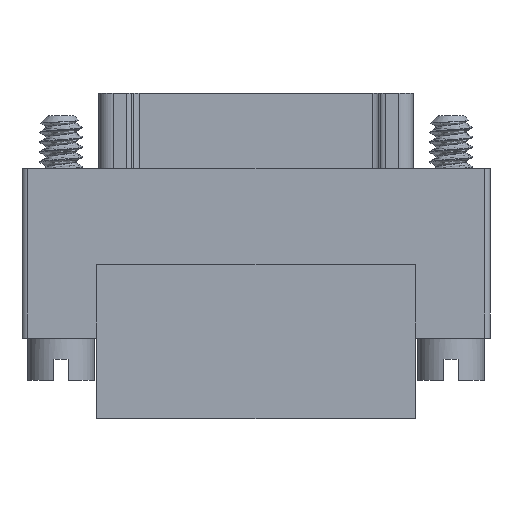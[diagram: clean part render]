
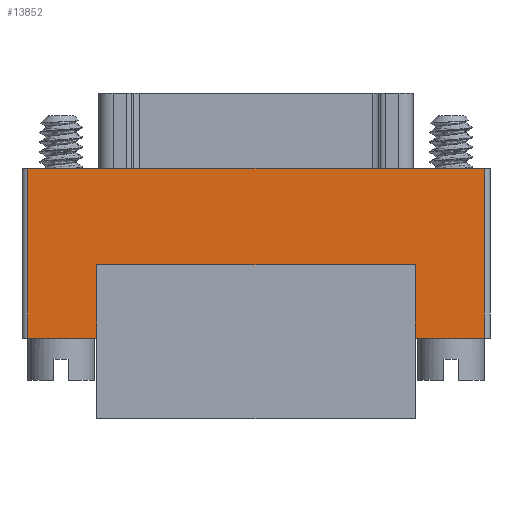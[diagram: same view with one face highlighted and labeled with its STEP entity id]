
A CAD part, front view. The second image highlights one B-rep face of the part: STEP entity #13852.
In plain terms, the highlighted planar face has unit normal (0, -1, 0).
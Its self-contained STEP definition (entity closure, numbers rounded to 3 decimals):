
#11705=DIRECTION('',(-1.,0.,0.));
#11706=VECTOR('',#11705,2.46);
#11707=CARTESIAN_POINT('',(-5.645,-1.93,0.));
#11708=LINE('',#11707,#11706);
#11739=DIRECTION('',(0.,0.,1.));
#11740=VECTOR('',#11739,6.03);
#11741=CARTESIAN_POINT('',(-8.105,-1.93,0.));
#11742=LINE('',#11741,#11740);
#11747=DIRECTION('',(-1.,0.,0.));
#11748=VECTOR('',#11747,16.21);
#11749=CARTESIAN_POINT('',(8.105,-1.93,6.03));
#11750=LINE('',#11749,#11748);
#11751=DIRECTION('',(0.,0.,-1.));
#11752=VECTOR('',#11751,2.613);
#11753=CARTESIAN_POINT('',(5.645,-1.93,2.613));
#11754=LINE('',#11753,#11752);
#11755=DIRECTION('',(1.,0.,0.));
#11756=VECTOR('',#11755,11.29);
#11757=CARTESIAN_POINT('',(-5.645,-1.93,2.613));
#11758=LINE('',#11757,#11756);
#11759=DIRECTION('',(0.,0.,1.));
#11760=VECTOR('',#11759,2.613);
#11761=CARTESIAN_POINT('',(-5.645,-1.93,0.));
#11762=LINE('',#11761,#11760);
#11767=DIRECTION('',(0.,0.,-1.));
#11768=VECTOR('',#11767,6.03);
#11769=CARTESIAN_POINT('',(8.105,-1.93,6.03));
#11770=LINE('',#11769,#11768);
#11787=DIRECTION('',(-1.,0.,0.));
#11788=VECTOR('',#11787,2.46);
#11789=CARTESIAN_POINT('',(8.105,-1.93,0.));
#11790=LINE('',#11789,#11788);
#12639=CARTESIAN_POINT('',(-5.645,-1.93,0.));
#12640=CARTESIAN_POINT('',(-8.105,-1.93,0.));
#12641=VERTEX_POINT('',#12639);
#12642=VERTEX_POINT('',#12640);
#12817=CARTESIAN_POINT('',(8.105,-1.93,6.03));
#12819=VERTEX_POINT('',#12817);
#12837=CARTESIAN_POINT('',(8.105,-1.93,0.));
#12838=CARTESIAN_POINT('',(5.645,-1.93,0.));
#12839=VERTEX_POINT('',#12837);
#12840=VERTEX_POINT('',#12838);
#12931=CARTESIAN_POINT('',(-5.645,-1.93,2.613));
#12932=VERTEX_POINT('',#12931);
#12989=CARTESIAN_POINT('',(5.645,-1.93,2.613));
#12990=VERTEX_POINT('',#12989);
#13099=CARTESIAN_POINT('',(-8.105,-1.93,6.03));
#13100=VERTEX_POINT('',#13099);
#13834=CARTESIAN_POINT('',(-8.305,-1.93,6.03));
#13835=DIRECTION('',(0.,1.,0.));
#13836=DIRECTION('',(0.,0.,1.));
#13837=AXIS2_PLACEMENT_3D('',#13834,#13835,#13836);
#13838=PLANE('',#13837);
#13839=ORIENTED_EDGE('',*,*,#13771,.T.);
#13840=ORIENTED_EDGE('',*,*,#13827,.T.);
#13841=ORIENTED_EDGE('',*,*,#13449,.F.);
#13843=ORIENTED_EDGE('',*,*,#13842,.T.);
#13845=ORIENTED_EDGE('',*,*,#13844,.T.);
#13847=ORIENTED_EDGE('',*,*,#13846,.F.);
#13848=ORIENTED_EDGE('',*,*,#13734,.F.);
#13849=ORIENTED_EDGE('',*,*,#13749,.F.);
#13850=EDGE_LOOP('',(#13839,#13840,#13841,#13843,#13845,#13847,#13848,#13849));
#13851=FACE_OUTER_BOUND('',#13850,.F.);
#13449=EDGE_CURVE('',#12819,#13100,#11750,.T.);
#13734=EDGE_CURVE('',#12932,#12990,#11758,.T.);
#13749=EDGE_CURVE('',#12641,#12932,#11762,.T.);
#13771=EDGE_CURVE('',#12641,#12642,#11708,.T.);
#13827=EDGE_CURVE('',#12642,#13100,#11742,.T.);
#13842=EDGE_CURVE('',#12819,#12839,#11770,.T.);
#13844=EDGE_CURVE('',#12839,#12840,#11790,.T.);
#13846=EDGE_CURVE('',#12990,#12840,#11754,.T.);
#13852=ADVANCED_FACE('',(#13851),#13838,.F.);
